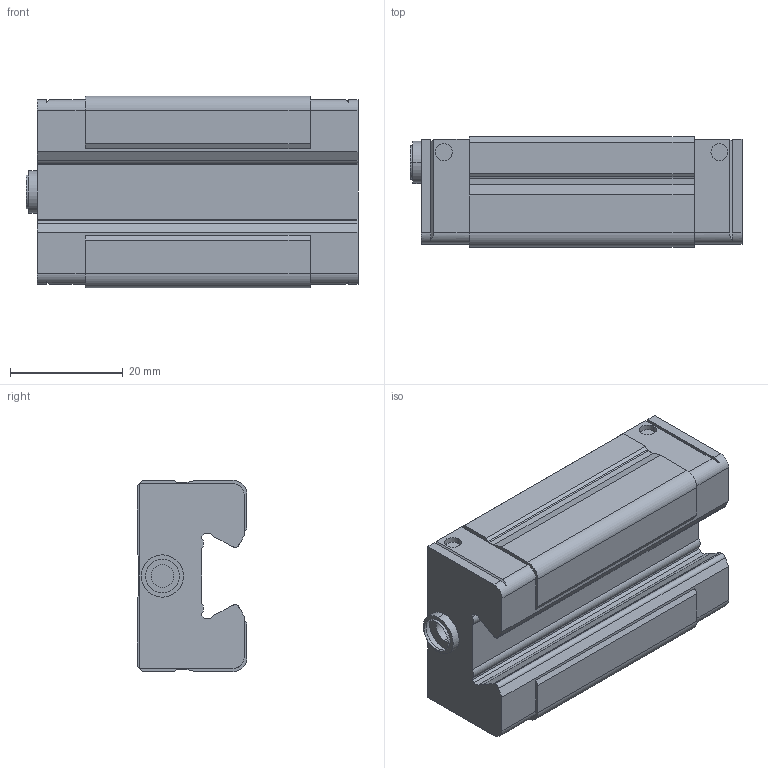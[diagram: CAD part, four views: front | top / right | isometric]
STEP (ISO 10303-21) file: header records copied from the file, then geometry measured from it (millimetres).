
FILE_DESCRIPTION (( 'STEP AP214' ), '1' );
FILE_NAME ('SSR15XWSS, Føringsvogn, Bondy.STEP', '2020-06-15T08:32:44', ( '' ), ( '' ), 'SwSTEP 2.0', 'SolidWorks 2020', '' );
FILE_SCHEMA (( 'AUTOMOTIVE_DESIGN' ));
Length unit declared in the file: millimetre
Products named in the file (3): SSR15XWSS, Føringsvogn, Bondy; _SSR15XWYSSPB1021B1 Slide15; _PB107PB1021BNipple
Assembly tree (2 placements, depth 2):
  SSR15XWSS, Føringsvogn, Bondy
    _SSR15XWYSSPB1021B1 Slide15
    _PB107PB1021BNipple
Bounding box: 58.9 x 19.5 x 34 mm (x, y, z)
Volume: 30322.1 mm3; surface area: 8835.9 mm2
Topology: 1 solids, 2 shells, 128 faces, 331 edges, 210 vertices
Faces by surface type: plane 69, cylinder 43, cone 16
Entity records: 3940 total; most frequent: DIRECTION 685, CARTESIAN_POINT 679, ORIENTED_EDGE 644, EDGE_CURVE 323, AXIS2_PLACEMENT_3D 232, LINE 221, VECTOR 221, VERTEX_POINT 210
